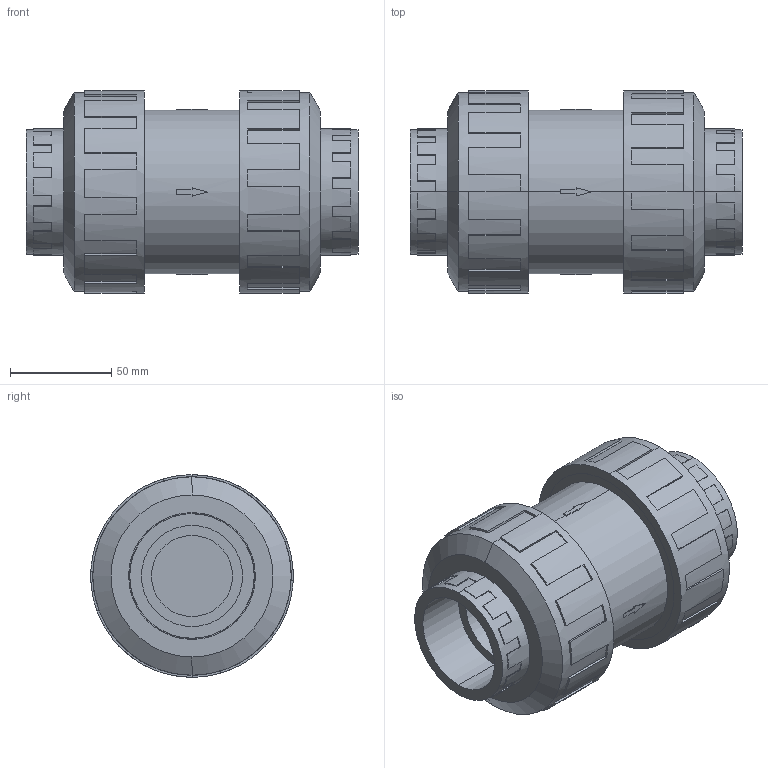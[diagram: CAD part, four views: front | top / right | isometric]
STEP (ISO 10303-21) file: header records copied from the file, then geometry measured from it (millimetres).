
FILE_DESCRIPTION(('STEP AP214'),'1');
FILE_NAME('cctmp_35B02DD8-52C1-4FA3-A6CA-E693C2BB3C66_2018_12_7_8_51_53_861..stp','2018-12-07T07:51:54',('Praher Valves GmbH'),('CADClick - www.CADClick.com'),'Spatial InterOp 3D',' ','unknown authorization');
FILE_SCHEMA(('AUTOMOTIVE_DESIGN'));
Length unit declared in the file: millimetre
Products named in the file (1): 127182
Bounding box: 164 x 100 x 100 mm (x, y, z)
Volume: 832740.3 mm3; surface area: 124637.3 mm2
Topology: 1 solids, 1 shells, 326 faces, 892 edges, 588 vertices
Faces by surface type: plane 276, cylinder 46, cone 4
Entity records: 13036 total; most frequent: DIRECTION 1874, CARTESIAN_POINT 1807, ORIENTED_EDGE 1784, EDGE_CURVE 892, AXIS2_PLACEMENT_3D 655, VERTEX_POINT 588, LINE 564, VECTOR 564
